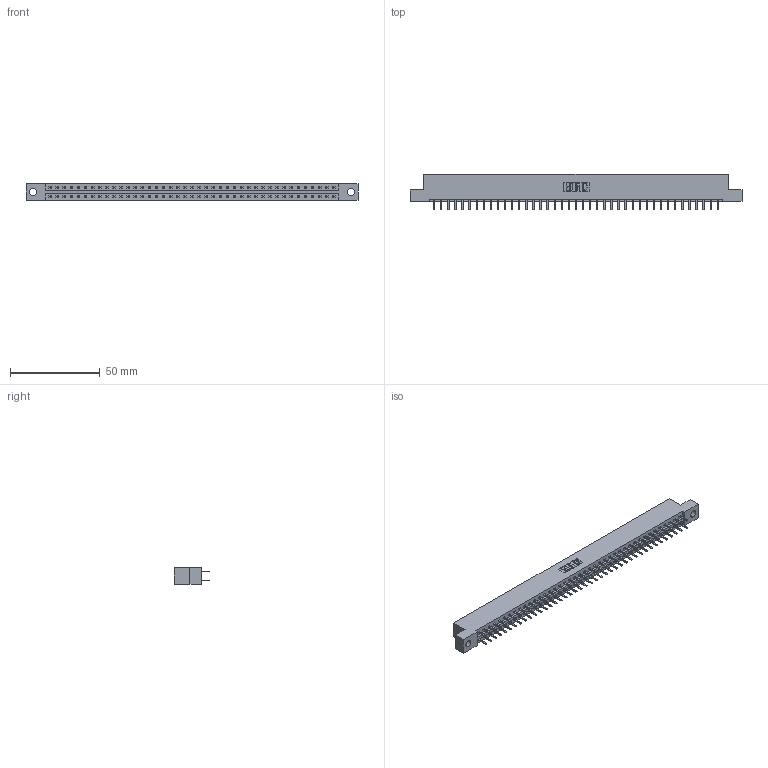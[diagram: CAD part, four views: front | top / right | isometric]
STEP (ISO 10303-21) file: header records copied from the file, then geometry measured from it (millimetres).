
FILE_DESCRIPTION (( 'STEP AP203' ), '1' );
FILE_NAME ('387-082-520-204.STEP', '2018-09-23T19:34:37', ( '' ), ( '' ), 'SwSTEP 2.0', 'SolidWorks 2016', '' );
FILE_SCHEMA (( 'CONFIG_CONTROL_DESIGN' ));
Length unit declared in the file: inch
Products named in the file (3): 387-082-520-204; 337 Part_Flush Mounting Lugs - 0.156 Dia-TH; 345-292-001_345-293-120
Assembly tree (83 placements, depth 2):
  387-082-520-204
    337 Part_Flush Mounting Lugs - 0.156 Dia-TH
    345-292-001_345-293-120  x82
Bounding box: 185.47 x 20.02 x 9.4 mm (x, y, z)
Volume: 19409.2 mm3; surface area: 21627 mm2
Topology: 83 solids, 83 shells, 4870 faces, 14169 edges, 9226 vertices
Faces by surface type: plane 3350, cylinder 1520
Entity records: 32035 total; most frequent: CARTESIAN_POINT 5410, ORIENTED_EDGE 5334, DIRECTION 4591, EDGE_CURVE 2667, VECTOR 2535, LINE 2535, VERTEX_POINT 1774, AXIS2_PLACEMENT_3D 1028
